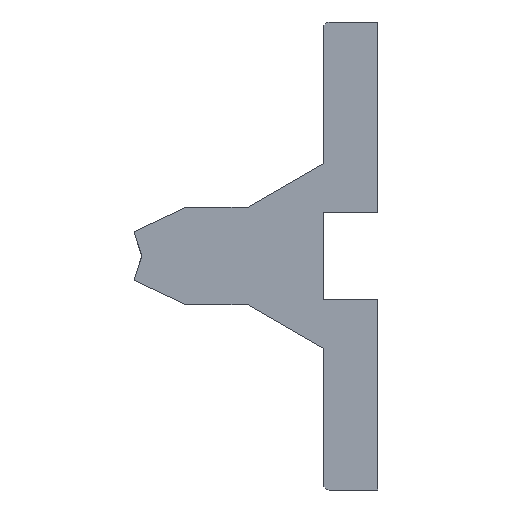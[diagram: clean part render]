
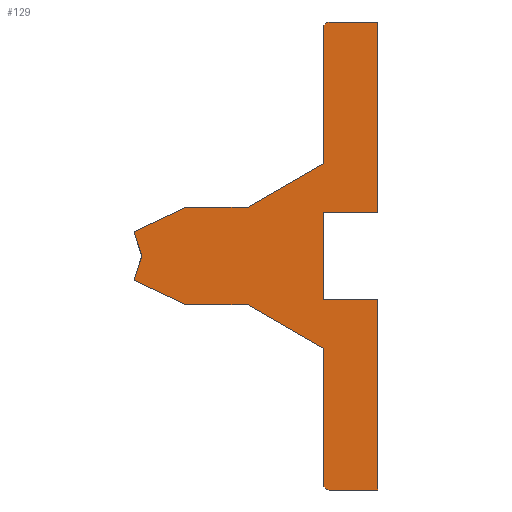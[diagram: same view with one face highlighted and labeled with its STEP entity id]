
A CAD part, left-side view. The second image highlights one B-rep face of the part: STEP entity #129.
In plain terms, the highlighted planar face has unit normal (-1, 0, 0).
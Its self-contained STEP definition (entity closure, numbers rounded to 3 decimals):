
#129 = ADVANCED_FACE( '', ( #307 ), #308, .F. );
#307 = FACE_OUTER_BOUND( '', #561, .T. );
#308 = PLANE( '', #562 );
#561 = EDGE_LOOP( '', ( #927, #928, #929, #930, #931, #932, #933, #934, #935, #936, #937, #938, #939, #940, #941, #942, #943, #944, #945 ) );
#562 = AXIS2_PLACEMENT_3D( '', #946, #947, #948 );
#927 = ORIENTED_EDGE( '', *, *, #1387, .F. );
#928 = ORIENTED_EDGE( '', *, *, #1397, .F. );
#929 = ORIENTED_EDGE( '', *, *, #1381, .F. );
#930 = ORIENTED_EDGE( '', *, *, #1348, .F. );
#931 = ORIENTED_EDGE( '', *, *, #1398, .F. );
#932 = ORIENTED_EDGE( '', *, *, #1363, .F. );
#933 = ORIENTED_EDGE( '', *, *, #1345, .F. );
#934 = ORIENTED_EDGE( '', *, *, #1399, .F. );
#935 = ORIENTED_EDGE( '', *, *, #1400, .F. );
#936 = ORIENTED_EDGE( '', *, *, #1328, .F. );
#937 = ORIENTED_EDGE( '', *, *, #1355, .F. );
#938 = ORIENTED_EDGE( '', *, *, #1401, .F. );
#939 = ORIENTED_EDGE( '', *, *, #1402, .F. );
#940 = ORIENTED_EDGE( '', *, *, #1403, .F. );
#941 = ORIENTED_EDGE( '', *, *, #1404, .F. );
#942 = ORIENTED_EDGE( '', *, *, #1374, .F. );
#943 = ORIENTED_EDGE( '', *, *, #1405, .F. );
#944 = ORIENTED_EDGE( '', *, *, #1276, .F. );
#945 = ORIENTED_EDGE( '', *, *, #1406, .F. );
#946 = CARTESIAN_POINT( '', ( 0., 4.5, -21. ) );
#947 = DIRECTION( '', ( 1., 0., 0. ) );
#948 = DIRECTION( '', ( 0., 0., -1. ) );
#1276 = EDGE_CURVE( '', #1490, #1491, #1492, .T. );
#1328 = EDGE_CURVE( '', #1583, #1584, #1585, .T. );
#1345 = EDGE_CURVE( '', #1611, #1613, #1614, .T. );
#1348 = EDGE_CURVE( '', #1617, #1618, #1619, .T. );
#1355 = EDGE_CURVE( '', #1628, #1583, #1629, .T. );
#1363 = EDGE_CURVE( '', #1613, #1640, #1641, .T. );
#1374 = EDGE_CURVE( '', #1656, #1657, #1658, .T. );
#1381 = EDGE_CURVE( '', #1618, #1668, #1669, .T. );
#1387 = EDGE_CURVE( '', #1678, #1679, #1680, .T. );
#1397 = EDGE_CURVE( '', #1668, #1678, #1694, .T. );
#1398 = EDGE_CURVE( '', #1640, #1617, #1695, .T. );
#1399 = EDGE_CURVE( '', #1696, #1611, #1697, .T. );
#1400 = EDGE_CURVE( '', #1584, #1696, #1698, .T. );
#1401 = EDGE_CURVE( '', #1699, #1628, #1700, .T. );
#1402 = EDGE_CURVE( '', #1701, #1699, #1702, .T. );
#1403 = EDGE_CURVE( '', #1703, #1701, #1704, .T. );
#1404 = EDGE_CURVE( '', #1657, #1703, #1705, .T. );
#1405 = EDGE_CURVE( '', #1491, #1656, #1706, .T. );
#1406 = EDGE_CURVE( '', #1679, #1490, #1707, .T. );
#1490 = VERTEX_POINT( '', #1814 );
#1491 = VERTEX_POINT( '', #1815 );
#1492 = LINE( '', #1816, #1817 );
#1583 = VERTEX_POINT( '', #1931 );
#1584 = VERTEX_POINT( '', #1932 );
#1585 = LINE( '', #1933, #1934 );
#1611 = VERTEX_POINT( '', #1962 );
#1613 = VERTEX_POINT( '', #1965 );
#1614 = LINE( '', #1966, #1967 );
#1617 = VERTEX_POINT( '', #1971 );
#1618 = VERTEX_POINT( '', #1972 );
#1619 = LINE( '', #1973, #1974 );
#1628 = VERTEX_POINT( '', #1985 );
#1629 = LINE( '', #1986, #1987 );
#1640 = VERTEX_POINT( '', #2001 );
#1641 = LINE( '', #2002, #2003 );
#1656 = VERTEX_POINT( '', #2027 );
#1657 = VERTEX_POINT( '', #2028 );
#1658 = LINE( '', #2029, #2030 );
#1668 = VERTEX_POINT( '', #2042 );
#1669 = LINE( '', #2043, #2044 );
#1678 = VERTEX_POINT( '', #2054 );
#1679 = VERTEX_POINT( '', #2055 );
#1680 = LINE( '', #2056, #2057 );
#1694 = CIRCLE( '', #2073, 0.5 );
#1695 = LINE( '', #2074, #2075 );
#1696 = VERTEX_POINT( '', #2076 );
#1697 = LINE( '', #2077, #2078 );
#1698 = LINE( '', #2079, #2080 );
#1699 = VERTEX_POINT( '', #2081 );
#1700 = LINE( '', #2082, #2083 );
#1701 = VERTEX_POINT( '', #2084 );
#1702 = CIRCLE( '', #2085, 0.5 );
#1703 = VERTEX_POINT( '', #2086 );
#1704 = LINE( '', #2087, #2088 );
#1705 = LINE( '', #2089, #2090 );
#1706 = LINE( '', #2091, #2092 );
#1707 = LINE( '', #2093, #2094 );
#1814 = CARTESIAN_POINT( '', ( 0., 0., 4. ) );
#1815 = CARTESIAN_POINT( '', ( 0., 5., 4. ) );
#1816 = CARTESIAN_POINT( '', ( 0., 0., 4. ) );
#1817 = VECTOR( '', #2214, 1000. );
#1931 = CARTESIAN_POINT( '', ( 0., 11.928, -4.5 ) );
#1932 = CARTESIAN_POINT( '', ( 0., 17.593, -4.5 ) );
#1933 = CARTESIAN_POINT( '', ( 0., 11.928, -4.5 ) );
#1934 = VECTOR( '', #2295, 1000. );
#1962 = CARTESIAN_POINT( '', ( 0., 21.709, 0. ) );
#1965 = CARTESIAN_POINT( '', ( 0., 22.418, 2.25 ) );
#1966 = CARTESIAN_POINT( '', ( 0., 21.709, 0. ) );
#1967 = VECTOR( '', #2329, 1000. );
#1971 = CARTESIAN_POINT( '', ( 0., 11.928, 4.5 ) );
#1972 = CARTESIAN_POINT( '', ( 0., 5., 8.5 ) );
#1973 = CARTESIAN_POINT( '', ( 0., 11.928, 4.5 ) );
#1974 = VECTOR( '', #2331, 1000. );
#1985 = CARTESIAN_POINT( '', ( 0., 5., -8.5 ) );
#1986 = CARTESIAN_POINT( '', ( 0., 5., -8.5 ) );
#1987 = VECTOR( '', #2340, 1000. );
#2001 = CARTESIAN_POINT( '', ( 0., 17.593, 4.5 ) );
#2002 = CARTESIAN_POINT( '', ( 0., 22.418, 2.25 ) );
#2003 = VECTOR( '', #2350, 1000. );
#2027 = CARTESIAN_POINT( '', ( 0., 5., -4. ) );
#2028 = CARTESIAN_POINT( '', ( 0., 0., -4. ) );
#2029 = CARTESIAN_POINT( '', ( 0., 5., -4. ) );
#2030 = VECTOR( '', #2360, 1000. );
#2042 = CARTESIAN_POINT( '', ( 0., 5., 21. ) );
#2043 = CARTESIAN_POINT( '', ( 0., 5., 8.5 ) );
#2044 = VECTOR( '', #2372, 1000. );
#2054 = CARTESIAN_POINT( '', ( 0., 4.5, 21.5 ) );
#2055 = CARTESIAN_POINT( '', ( 0., 0., 21.5 ) );
#2056 = CARTESIAN_POINT( '', ( 0., 4.5, 21.5 ) );
#2057 = VECTOR( '', #2383, 1000. );
#2073 = AXIS2_PLACEMENT_3D( '', #2401, #2402, #2403 );
#2074 = CARTESIAN_POINT( '', ( 0., 17.593, 4.5 ) );
#2075 = VECTOR( '', #2404, 1000. );
#2076 = CARTESIAN_POINT( '', ( 0., 22.418, -2.25 ) );
#2077 = CARTESIAN_POINT( '', ( 0., 22.418, -2.25 ) );
#2078 = VECTOR( '', #2405, 1000. );
#2079 = CARTESIAN_POINT( '', ( 0., 17.593, -4.5 ) );
#2080 = VECTOR( '', #2406, 1000. );
#2081 = CARTESIAN_POINT( '', ( 0., 5., -21. ) );
#2082 = CARTESIAN_POINT( '', ( 0., 5., -21. ) );
#2083 = VECTOR( '', #2407, 1000. );
#2084 = CARTESIAN_POINT( '', ( 0., 4.5, -21.5 ) );
#2085 = AXIS2_PLACEMENT_3D( '', #2408, #2409, #2410 );
#2086 = CARTESIAN_POINT( '', ( 0., 0., -21.5 ) );
#2087 = CARTESIAN_POINT( '', ( 0., 0., -21.5 ) );
#2088 = VECTOR( '', #2411, 1000. );
#2089 = CARTESIAN_POINT( '', ( 0., 0., -4. ) );
#2090 = VECTOR( '', #2412, 1000. );
#2091 = CARTESIAN_POINT( '', ( 0., 5., 4. ) );
#2092 = VECTOR( '', #2413, 1000. );
#2093 = CARTESIAN_POINT( '', ( 0., 0., 21.5 ) );
#2094 = VECTOR( '', #2414, 1000. );
#2214 = DIRECTION( '', ( 0., 1., 0. ) );
#2295 = DIRECTION( '', ( 0., 1., 0. ) );
#2329 = DIRECTION( '', ( 0., 0.301, 0.954 ) );
#2331 = DIRECTION( '', ( 0., -0.866, 0.5 ) );
#2340 = DIRECTION( '', ( 0., 0.866, 0.5 ) );
#2350 = DIRECTION( '', ( 0., -0.906, 0.423 ) );
#2360 = DIRECTION( '', ( 0., -1., 0. ) );
#2372 = DIRECTION( '', ( 0., 0., 1. ) );
#2383 = DIRECTION( '', ( 0., -1., 0. ) );
#2401 = CARTESIAN_POINT( '', ( 0., 4.5, 21. ) );
#2402 = DIRECTION( '', ( 1., 0., 0. ) );
#2403 = DIRECTION( '', ( 0., 0., -1. ) );
#2404 = DIRECTION( '', ( 0., -1., 0. ) );
#2405 = DIRECTION( '', ( 0., -0.301, 0.954 ) );
#2406 = DIRECTION( '', ( 0., 0.906, 0.423 ) );
#2407 = DIRECTION( '', ( 0., 0., 1. ) );
#2408 = CARTESIAN_POINT( '', ( 0., 4.5, -21. ) );
#2409 = DIRECTION( '', ( 1., 0., 0. ) );
#2410 = DIRECTION( '', ( 0., 0., -1. ) );
#2411 = DIRECTION( '', ( 0., 1., 0. ) );
#2412 = DIRECTION( '', ( 0., 0., -1. ) );
#2413 = DIRECTION( '', ( 0., 0., -1. ) );
#2414 = DIRECTION( '', ( 0., 0., -1. ) );
